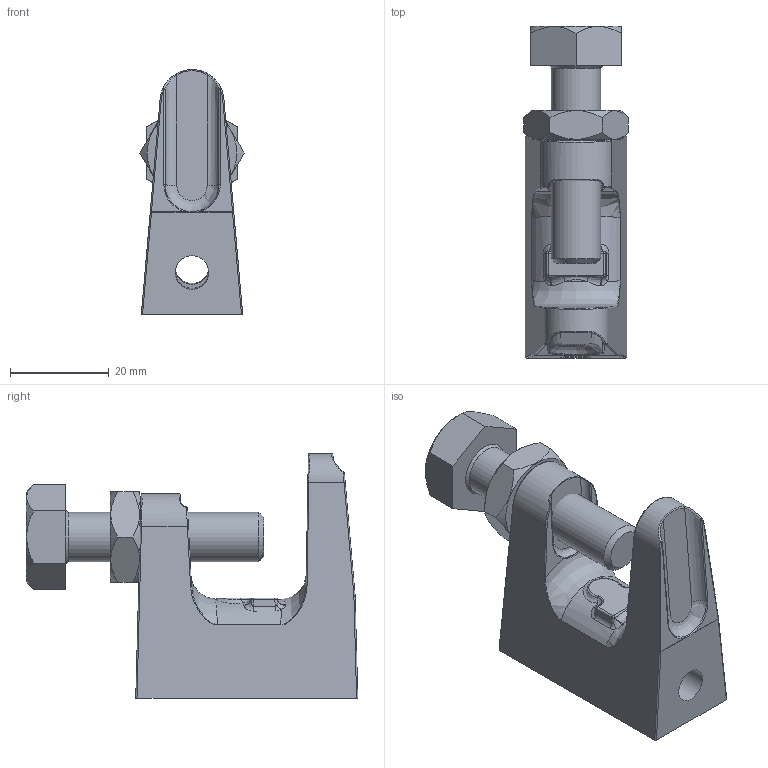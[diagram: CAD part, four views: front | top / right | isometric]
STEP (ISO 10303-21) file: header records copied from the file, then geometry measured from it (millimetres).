
FILE_DESCRIPTION(('STEP AP203'),'2;1');
FILE_NAME('Tk10_AF.stp','2023-03-20T09:51:23',('Güttel'),('VS GmbH & Co KG'),'2020.1.125','THINKDESIGN','');
FILE_SCHEMA(('CONFIG_CONTROL_DESIGN'));
Length unit declared in the file: millimetre
Bounding box: 21.1 x 67.05 x 49.5 mm (x, y, z)
Volume: 22236.1 mm3; surface area: 10776.6 mm2
Topology: 3 solids, 3 shells, 159 faces, 392 edges, 235 vertices
Faces by surface type: bspline 72, cylinder 51, plane 36
Full cylindrical faces by diameter (mm): 6.75 x3, 8.5 x1, 10 x1
Entity records: 12069 total; most frequent: CARTESIAN_POINT 8666, ORIENTED_EDGE 772, DIRECTION 537, EDGE_CURVE 386, VERTEX_POINT 235, AXIS2_PLACEMENT_3D 211, EDGE_LOOP 169, FACE_OUTER_BOUND 159
